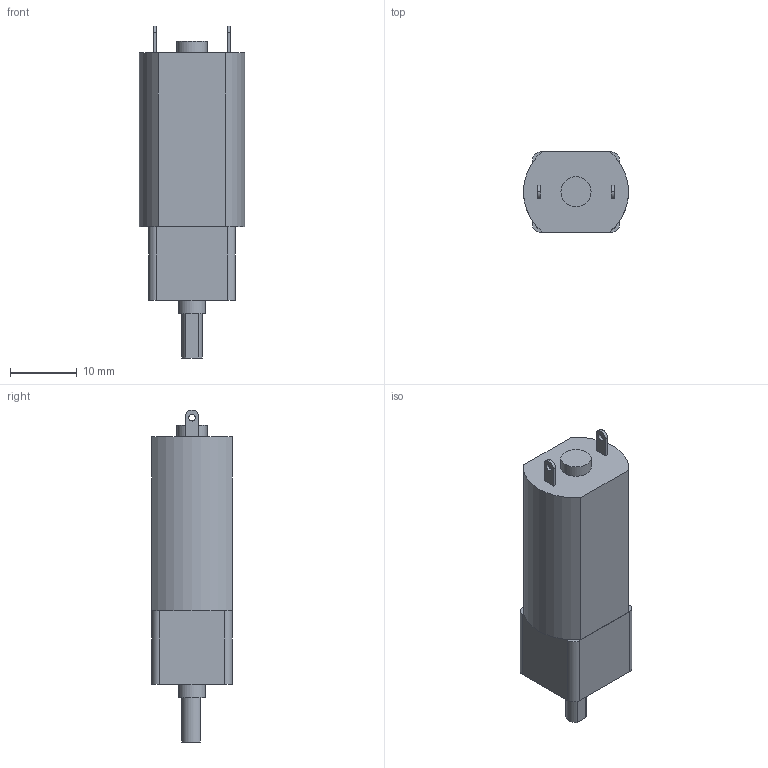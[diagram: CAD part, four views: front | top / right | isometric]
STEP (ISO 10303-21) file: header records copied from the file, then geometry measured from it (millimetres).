
FILE_DESCRIPTION(('HOOPS Exchange Step'),'2;1');
FILE_NAME('temp_export','2024-02-09T09:20:27-05:00',('Lenovo'),('Shapr3D Limited'),'HOOPS Exchange 2023.2','Shapr3D','Authorized');
FILE_SCHEMA( ('AUTOMOTIVE_DESIGN { 1 0 10303 214 1 1 1 1 }') );
Length unit declared in the file: millimetre
Products named in the file (1): root
Bounding box: 15.7 x 12.04 x 49.61 mm (x, y, z)
Volume: 6182.6 mm3; surface area: 2572.3 mm2
Topology: 3 solids, 3 shells, 40 faces, 96 edges, 66 vertices
Faces by surface type: plane 23, cylinder 17
Full cylindrical faces by diameter (mm): 1 x2, 4 x1, 4.5 x1
Entity records: 1232 total; most frequent: DIRECTION 218, CARTESIAN_POINT 203, ORIENTED_EDGE 192, EDGE_CURVE 96, AXIS2_PLACEMENT_3D 81, VERTEX_POINT 66, VECTOR 56, LINE 56
